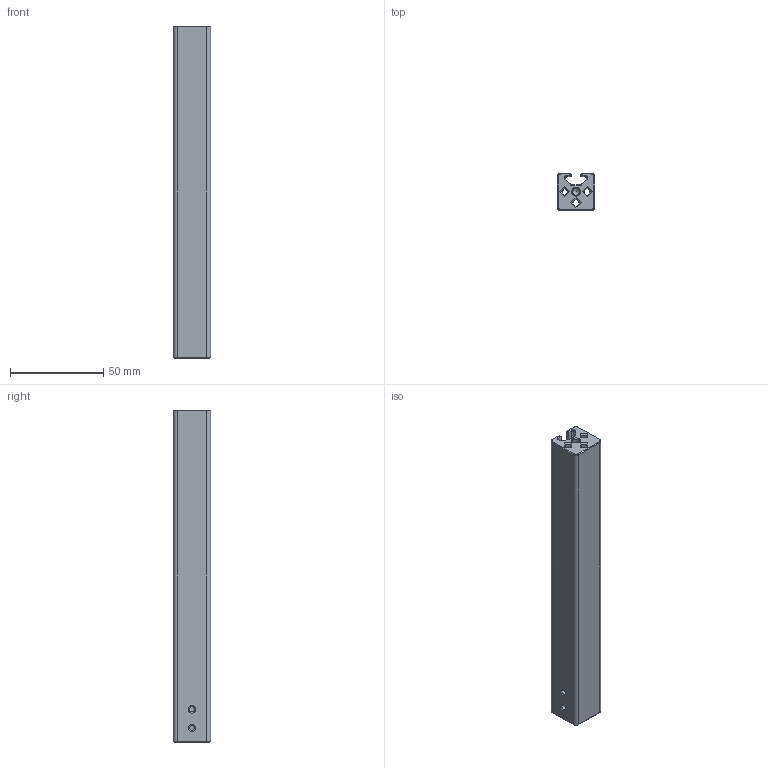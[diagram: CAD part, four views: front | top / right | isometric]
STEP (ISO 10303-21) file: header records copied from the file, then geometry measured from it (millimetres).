
FILE_DESCRIPTION(('FreeCAD Model'),'2;1');
FILE_NAME('Open CASCADE Shape Model','2024-06-08T07:51:10',(''),(''), 'Open CASCADE STEP processor 7.6','FreeCAD','Unknown');
FILE_SCHEMA(('AUTOMOTIVE_DESIGN { 1 0 10303 214 1 1 1 1 }'));
Length unit declared in the file: millimetre
Products named in the file (1): RearStrut_001
Bounding box: 20 x 20 x 178 mm (x, y, z)
Volume: 56873.5 mm3; surface area: 24243.1 mm2
Topology: 1 solids, 1 shells, 126 faces, 302 edges, 172 vertices
Faces by surface type: plane 78, cone 26, cylinder 18, bspline 4
Full cylindrical faces by diameter (mm): 2.8 x4, 3.7 x2
Entity records: 3828 total; most frequent: CARTESIAN_POINT 911, ORIENTED_EDGE 600, DIRECTION 588, EDGE_CURVE 300, LINE 226, VECTOR 226, AXIS2_PLACEMENT_3D 181, VERTEX_POINT 172
